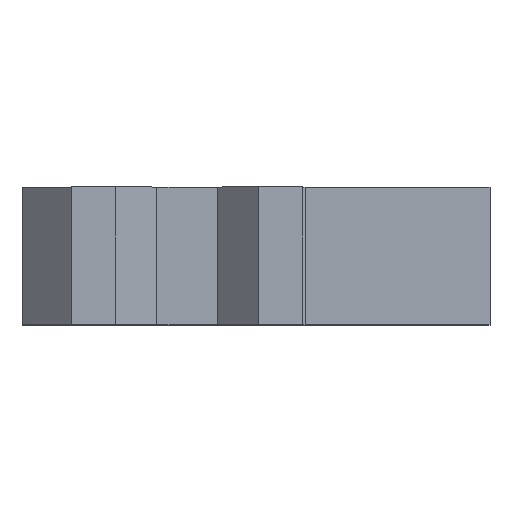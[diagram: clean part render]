
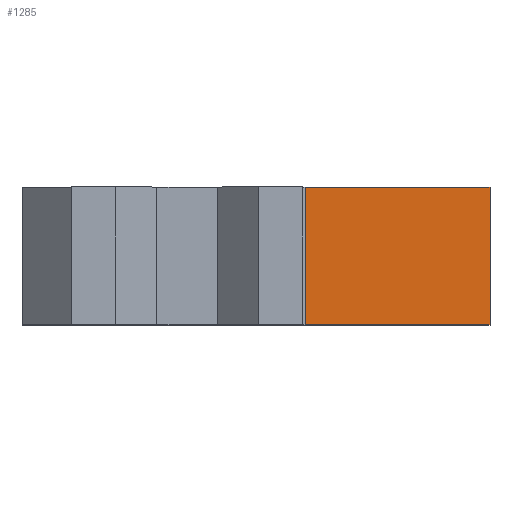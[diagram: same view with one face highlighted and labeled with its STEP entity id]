
A CAD part, top view. The second image highlights one B-rep face of the part: STEP entity #1285.
In plain terms, the highlighted planar face has unit normal (0, 0, 1).
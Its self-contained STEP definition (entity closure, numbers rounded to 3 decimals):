
#29=PLANE('',#1454);
#68=LINE('',#2200,#164);
#113=LINE('',#2313,#209);
#114=LINE('',#2316,#210);
#115=LINE('',#2317,#211);
#164=VECTOR('',#1689,10.);
#209=VECTOR('',#1804,10.);
#210=VECTOR('',#1807,10.);
#211=VECTOR('',#1808,10.);
#319=FACE_OUTER_BOUND('',#394,.T.);
#394=EDGE_LOOP('',(#1101,#1102,#1103,#1104));
#578=VERTEX_POINT('',#2197);
#579=VERTEX_POINT('',#2199);
#612=VERTEX_POINT('',#2311);
#613=VERTEX_POINT('',#2315);
#734=EDGE_CURVE('',#578,#579,#68,.T.);
#791=EDGE_CURVE('',#612,#579,#113,.T.);
#792=EDGE_CURVE('',#613,#612,#114,.T.);
#793=EDGE_CURVE('',#613,#578,#115,.T.);
#1101=ORIENTED_EDGE('',*,*,#792,.T.);
#1102=ORIENTED_EDGE('',*,*,#791,.T.);
#1103=ORIENTED_EDGE('',*,*,#734,.F.);
#1104=ORIENTED_EDGE('',*,*,#793,.F.);
#1285=ADVANCED_FACE('',(#319),#29,.T.);
#1454=AXIS2_PLACEMENT_3D('',#2314,#1805,#1806);
#1689=DIRECTION('',(1.,0.,0.));
#1804=DIRECTION('',(0.,1.,0.));
#1805=DIRECTION('center_axis',(0.,0.,1.));
#1806=DIRECTION('ref_axis',(1.,0.,0.));
#1807=DIRECTION('',(1.,0.,0.));
#1808=DIRECTION('',(0.,1.,0.));
#2197=CARTESIAN_POINT('',(4.285,5.,4.2));
#2199=CARTESIAN_POINT('',(11.,5.,4.2));
#2200=CARTESIAN_POINT('',(4.285,5.,4.2));
#2311=CARTESIAN_POINT('',(11.,0.,4.2));
#2313=CARTESIAN_POINT('',(11.,0.,4.2));
#2314=CARTESIAN_POINT('Origin',(4.285,0.,4.2));
#2315=CARTESIAN_POINT('',(4.285,0.,4.2));
#2316=CARTESIAN_POINT('',(4.285,0.,4.2));
#2317=CARTESIAN_POINT('',(4.285,0.,4.2));
